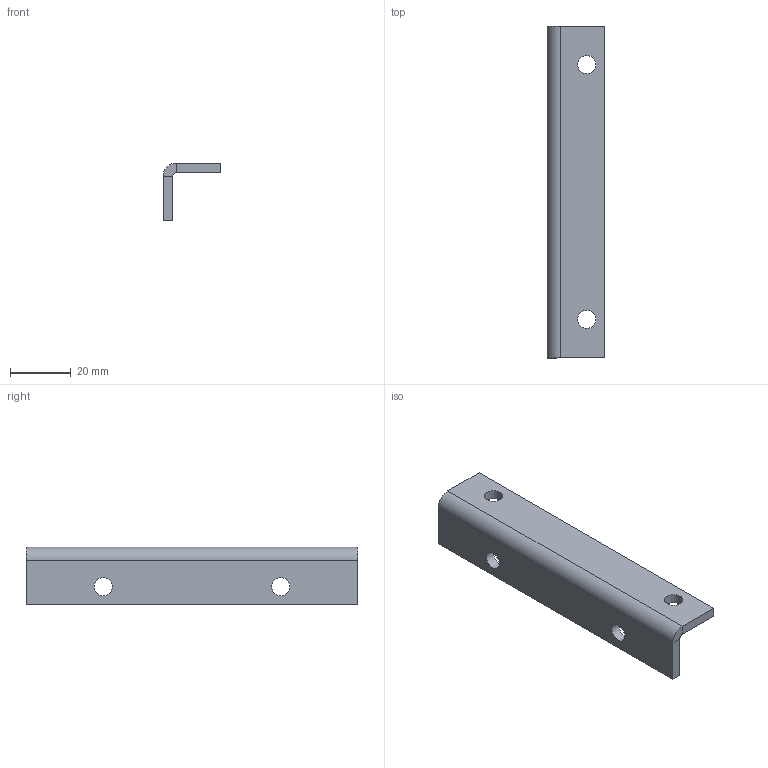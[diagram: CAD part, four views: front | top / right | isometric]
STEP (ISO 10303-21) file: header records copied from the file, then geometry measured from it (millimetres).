
FILE_DESCRIPTION(/* description */ (''),/* implementation_level */ '2;1');
FILE_NAME(/* name */ 'PCB_brackets.stp',/* time_stamp */ '2018-03-12T10:50:20-07:00',/* author */ ('Zara'),/* organization */ (''),/* preprocessor_version */ 'ST-DEVELOPER v16.5',/* originating_system */ 'Autodesk Inventor 2017',/* authorisation */ '');
FILE_SCHEMA (('AUTOMOTIVE_DESIGN { 1 0 10303 214 3 1 1 }'));
Length unit declared in the file: inch
Products named in the file (1): PCB_brackets
Bounding box: 19.05 x 109.22 x 19.05 mm (x, y, z)
Volume: 11326.7 mm3; surface area: 8281.8 mm2
Topology: 1 solids, 1 shells, 18 faces, 47 edges, 33 vertices
Faces by surface type: plane 12, cylinder 6
Full cylindrical faces by diameter (mm): 6 x4
Entity records: 552 total; most frequent: DIRECTION 90, CARTESIAN_POINT 86, ORIENTED_EDGE 72, EDGE_CURVE 36, AXIS2_PLACEMENT_3D 32, EDGE_LOOP 30, LINE 26, VECTOR 26
